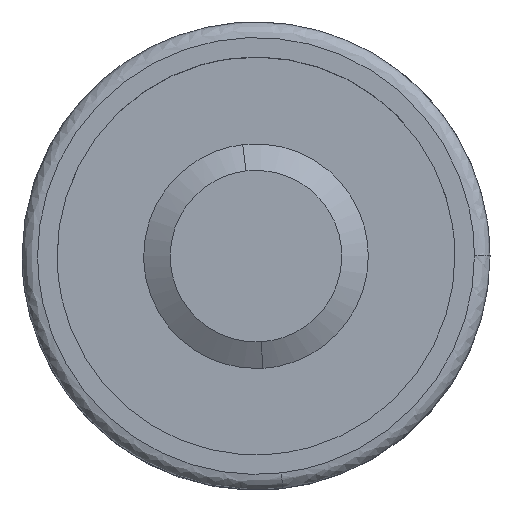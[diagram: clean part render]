
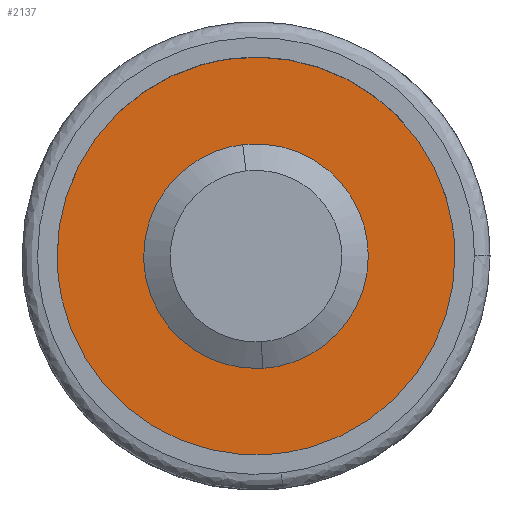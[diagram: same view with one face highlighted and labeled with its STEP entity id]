
A CAD part, top view. The second image highlights one B-rep face of the part: STEP entity #2137.
In plain terms, the highlighted free-form (B-spline) face has degree [1, 1] with [2, 2] control points.
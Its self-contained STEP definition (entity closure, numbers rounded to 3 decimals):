
#883=CARTESIAN_POINT('',(0.44,-7.187,10.5));
#884=VERTEX_POINT('',#883);
#890=CARTESIAN_POINT('',(7.2,0.0,10.5));
#891=VERTEX_POINT('',#890);
#892=CARTESIAN_POINT('',(7.2,0.0,10.5));
#893=CARTESIAN_POINT('',(7.2,-6.773,10.5));
#894=CARTESIAN_POINT('',(0.44,-7.187,10.5));
#902=(BOUNDED_CURVE()B_SPLINE_CURVE(2,(#892,#893,#894),.UNSPECIFIED.,.F.,.U.)B_SPLINE_CURVE_WITH_KNOTS((3,3),(0.5,0.739),.UNSPECIFIED.)CURVE()GEOMETRIC_REPRESENTATION_ITEM()RATIONAL_B_SPLINE_CURVE((1.0,0.72,0.976))REPRESENTATION_ITEM(''));
#903=EDGE_CURVE('',#891,#884,#902,.T.);
#905=CARTESIAN_POINT('',(-0.85,7.15,10.5));
#906=VERTEX_POINT('',#905);
#907=CARTESIAN_POINT('',(-0.85,7.15,10.5));
#908=CARTESIAN_POINT('',(-0.426,7.2,10.5));
#909=CARTESIAN_POINT('',(0.0,7.2,10.5));
#910=CARTESIAN_POINT('',(7.2,7.2,10.5));
#911=CARTESIAN_POINT('',(7.2,0.0,10.5));
#919=(BOUNDED_CURVE()B_SPLINE_CURVE(2,(#907,#908,#909,#910,#911),.UNSPECIFIED.,.F.,.U.)B_SPLINE_CURVE_WITH_KNOTS((3,2,3),(0.23,0.25,0.5),.UNSPECIFIED.)CURVE()GEOMETRIC_REPRESENTATION_ITEM()RATIONAL_B_SPLINE_CURVE((0.956,0.976,1.0,0.707,1.0))REPRESENTATION_ITEM(''));
#920=EDGE_CURVE('',#906,#891,#919,.T.);
#964=CARTESIAN_POINT('',(-7.2,0.0,10.5));
#965=VERTEX_POINT('',#964);
#966=CARTESIAN_POINT('',(-7.2,0.0,10.5));
#967=CARTESIAN_POINT('',(-7.2,6.395,10.5));
#968=CARTESIAN_POINT('',(-0.85,7.15,10.5));
#976=(BOUNDED_CURVE()B_SPLINE_CURVE(2,(#966,#967,#968),.UNSPECIFIED.,.F.,.U.)B_SPLINE_CURVE_WITH_KNOTS((3,3),(0.0,0.23),.UNSPECIFIED.)CURVE()GEOMETRIC_REPRESENTATION_ITEM()RATIONAL_B_SPLINE_CURVE((1.0,0.731,0.956))REPRESENTATION_ITEM(''));
#977=EDGE_CURVE('',#965,#906,#976,.T.);
#979=CARTESIAN_POINT('',(0.44,-7.187,10.5));
#980=CARTESIAN_POINT('',(0.22,-7.2,10.5));
#981=CARTESIAN_POINT('',(0.0,-7.2,10.5));
#982=CARTESIAN_POINT('',(-7.2,-7.2,10.5));
#983=CARTESIAN_POINT('',(-7.2,0.0,10.5));
#991=(BOUNDED_CURVE()B_SPLINE_CURVE(2,(#979,#980,#981,#982,#983),.UNSPECIFIED.,.F.,.U.)B_SPLINE_CURVE_WITH_KNOTS((3,2,3),(0.739,0.75,1.0),.UNSPECIFIED.)CURVE()GEOMETRIC_REPRESENTATION_ITEM()RATIONAL_B_SPLINE_CURVE((0.976,0.988,1.0,0.707,1.0))REPRESENTATION_ITEM(''));
#992=EDGE_CURVE('',#884,#965,#991,.T.);
#1035=CARTESIAN_POINT('',(-1.505,12.661,10.5));
#1036=VERTEX_POINT('',#1035);
#1037=CARTESIAN_POINT('',(12.75,0.0,10.5));
#1038=VERTEX_POINT('',#1037);
#1039=CARTESIAN_POINT('',(-1.505,12.661,10.5));
#1040=CARTESIAN_POINT('',(-0.755,12.75,10.5));
#1041=CARTESIAN_POINT('',(0.0,12.75,10.5));
#1042=CARTESIAN_POINT('',(12.75,12.75,10.5));
#1043=CARTESIAN_POINT('',(12.75,0.0,10.5));
#1051=(BOUNDED_CURVE()B_SPLINE_CURVE(2,(#1039,#1040,#1041,#1042,#1043),.UNSPECIFIED.,.F.,.U.)B_SPLINE_CURVE_WITH_KNOTS((3,2,3),(0.23,0.25,0.5),.UNSPECIFIED.)CURVE()GEOMETRIC_REPRESENTATION_ITEM()RATIONAL_B_SPLINE_CURVE((0.956,0.976,1.0,0.707,1.0))REPRESENTATION_ITEM(''));
#1052=EDGE_CURVE('',#1036,#1038,#1051,.T.);
#1054=CARTESIAN_POINT('',(0.778,-12.726,10.5));
#1055=VERTEX_POINT('',#1054);
#1056=CARTESIAN_POINT('',(12.75,0.0,10.5));
#1057=CARTESIAN_POINT('',(12.75,-11.994,10.5));
#1058=CARTESIAN_POINT('',(0.778,-12.726,10.5));
#1066=(BOUNDED_CURVE()B_SPLINE_CURVE(2,(#1056,#1057,#1058),.UNSPECIFIED.,.F.,.U.)B_SPLINE_CURVE_WITH_KNOTS((3,3),(0.5,0.739),.UNSPECIFIED.)CURVE()GEOMETRIC_REPRESENTATION_ITEM()RATIONAL_B_SPLINE_CURVE((1.0,0.72,0.976))REPRESENTATION_ITEM(''));
#1067=EDGE_CURVE('',#1038,#1055,#1066,.T.);
#1134=CARTESIAN_POINT('',(-12.75,0.0,10.5));
#1135=VERTEX_POINT('',#1134);
#1136=CARTESIAN_POINT('',(-12.75,0.0,10.5));
#1137=CARTESIAN_POINT('',(-12.75,11.324,10.5));
#1138=CARTESIAN_POINT('',(-1.505,12.661,10.5));
#1146=(BOUNDED_CURVE()B_SPLINE_CURVE(2,(#1136,#1137,#1138),.UNSPECIFIED.,.F.,.U.)B_SPLINE_CURVE_WITH_KNOTS((3,3),(0.0,0.23),.UNSPECIFIED.)CURVE()GEOMETRIC_REPRESENTATION_ITEM()RATIONAL_B_SPLINE_CURVE((1.0,0.731,0.956))REPRESENTATION_ITEM(''));
#1147=EDGE_CURVE('',#1135,#1036,#1146,.T.);
#1181=CARTESIAN_POINT('',(0.778,-12.726,10.5));
#1182=CARTESIAN_POINT('',(0.39,-12.75,10.5));
#1183=CARTESIAN_POINT('',(0.0,-12.75,10.5));
#1184=CARTESIAN_POINT('',(-12.75,-12.75,10.5));
#1185=CARTESIAN_POINT('',(-12.75,0.0,10.5));
#1193=(BOUNDED_CURVE()B_SPLINE_CURVE(2,(#1181,#1182,#1183,#1184,#1185),.UNSPECIFIED.,.F.,.U.)B_SPLINE_CURVE_WITH_KNOTS((3,2,3),(0.739,0.75,1.0),.UNSPECIFIED.)CURVE()GEOMETRIC_REPRESENTATION_ITEM()RATIONAL_B_SPLINE_CURVE((0.976,0.988,1.0,0.707,1.0))REPRESENTATION_ITEM(''));
#1194=EDGE_CURVE('',#1055,#1135,#1193,.T.);
#2120=CARTESIAN_POINT('',(-14.024,-14.023,10.5));
#2121=CARTESIAN_POINT('',(14.024,-14.023,10.5));
#2122=CARTESIAN_POINT('',(-14.024,14.023,10.5));
#2123=CARTESIAN_POINT('',(14.024,14.023,10.5));
#2124=B_SPLINE_SURFACE_WITH_KNOTS('',1,1,((#2120,#2122),(#2121,#2123)),.UNSPECIFIED.,.F.,.F.,.U.,(2,2),(2,2),(0.0,28.047),(0.0,28.047),.UNSPECIFIED.);
#2125=ORIENTED_EDGE('',*,*,#1194,.F.);
#2126=ORIENTED_EDGE('',*,*,#1067,.F.);
#2127=ORIENTED_EDGE('',*,*,#1052,.F.);
#2128=ORIENTED_EDGE('',*,*,#1147,.F.);
#2129=EDGE_LOOP('',(#2125,#2126,#2127,#2128));
#2130=FACE_OUTER_BOUND('',#2129,.T.);
#2131=ORIENTED_EDGE('',*,*,#903,.T.);
#2132=ORIENTED_EDGE('',*,*,#992,.T.);
#2133=ORIENTED_EDGE('',*,*,#977,.T.);
#2134=ORIENTED_EDGE('',*,*,#920,.T.);
#2135=EDGE_LOOP('',(#2131,#2132,#2133,#2134));
#2136=FACE_BOUND('',#2135,.T.);
#2137=ADVANCED_FACE('',(#2130,#2136),#2124,.T.);
